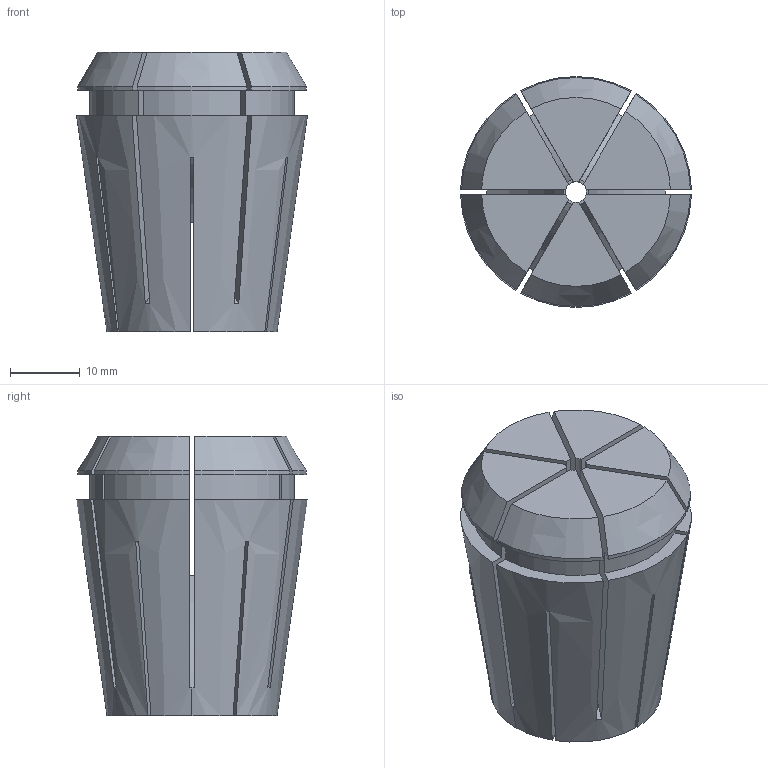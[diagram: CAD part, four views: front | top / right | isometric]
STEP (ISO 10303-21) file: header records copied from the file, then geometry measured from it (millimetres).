
FILE_DESCRIPTION (( 'STEP AP203' ), '1' );
FILE_NAME ('STP-5250-111-032-003-0(04432-03).STEP', '2021-09-23T11:25:11', ( '' ), ( '' ), 'SwSTEP 2.0', 'SolidWorks 2017', '' );
FILE_SCHEMA (( 'CONFIG_CONTROL_DESIGN' ));
Length unit declared in the file: millimetre
Products named in the file (1): STP-5250-111-032-003-0(04432-03)
Bounding box: 32.99 x 33 x 40 mm (x, y, z)
Volume: 23497.6 mm3; surface area: 12983.7 mm2
Topology: 1 solids, 1 shells, 97 faces, 288 edges, 192 vertices
Faces by surface type: plane 49, cylinder 40, cone 8
Entity records: 3488 total; most frequent: CARTESIAN_POINT 821, ORIENTED_EDGE 576, DIRECTION 530, EDGE_CURVE 288, AXIS2_PLACEMENT_3D 208, VERTEX_POINT 192, VECTOR 114, LINE 114
